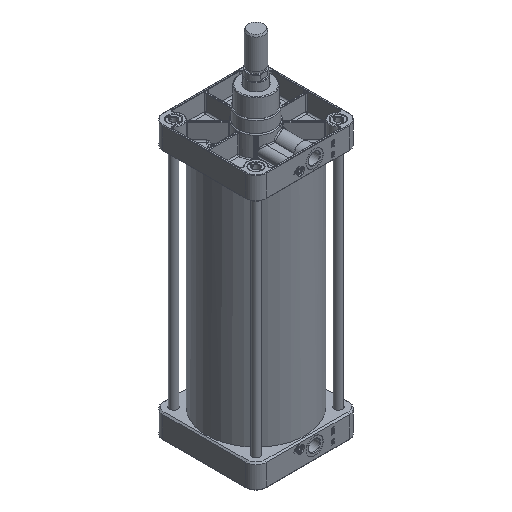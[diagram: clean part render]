
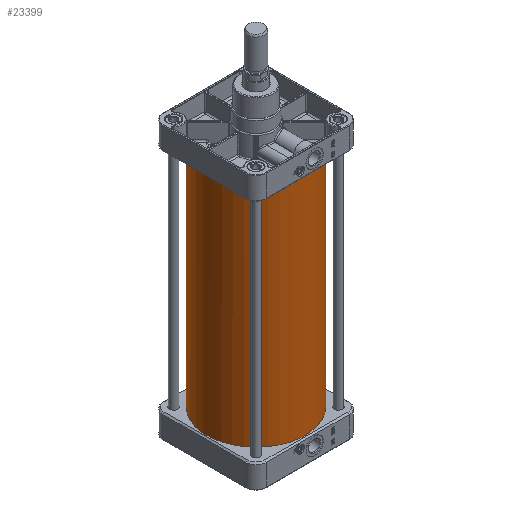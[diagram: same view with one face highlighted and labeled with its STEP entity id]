
A CAD part, isometric view. The second image highlights one B-rep face of the part: STEP entity #23399.
In plain terms, the highlighted cylindrical face has radius 105 mm (diameter 210 mm), a full revolution.
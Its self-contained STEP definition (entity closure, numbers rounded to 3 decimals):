
#9097=CARTESIAN_POINT('',(-27.0,-101.469,-240.0));
#9098=VERTEX_POINT('',#9097);
#9099=CARTESIAN_POINT('',(0.0,0.0,-240.0));
#9100=DIRECTION('',(0.0,0.0,1.0));
#9101=DIRECTION('',(-1.0,0.0,0.0));
#9102=AXIS2_PLACEMENT_3D('',#9099,#9100,#9101);
#9103=CIRCLE('',#9102,105.0);
#9104=EDGE_CURVE('',#9098,#9098,#9103,.T.);
#23380=CARTESIAN_POINT('',(0.0,0.0,0.0));
#23381=DIRECTION('',(0.0,0.0,1.0));
#23382=DIRECTION('',(-1.0,0.0,0.0));
#23383=AXIS2_PLACEMENT_3D('',#23380,#23381,#23382);
#23384=CYLINDRICAL_SURFACE('',#23383,105.0);
#23385=ORIENTED_EDGE('',*,*,#9104,.T.);
#23386=EDGE_LOOP('',(#23385));
#23387=FACE_OUTER_BOUND('',#23386,.T.);
#23388=CARTESIAN_POINT('',(33.,-99.679,240.0));
#23389=VERTEX_POINT('',#23388);
#23390=CARTESIAN_POINT('',(0.0,0.0,240.0));
#23391=DIRECTION('',(0.0,0.0,-1.0));
#23392=DIRECTION('',(-1.0,0.0,0.0));
#23393=AXIS2_PLACEMENT_3D('',#23390,#23391,#23392);
#23394=CIRCLE('',#23393,105.0);
#23395=EDGE_CURVE('',#23389,#23389,#23394,.T.);
#23396=ORIENTED_EDGE('',*,*,#23395,.T.);
#23397=EDGE_LOOP('',(#23396));
#23398=FACE_BOUND('',#23397,.T.);
#23399=ADVANCED_FACE('',(#23387,#23398),#23384,.T.);
